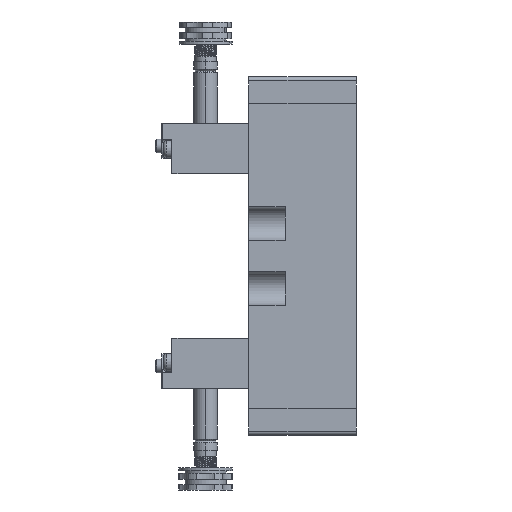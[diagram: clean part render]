
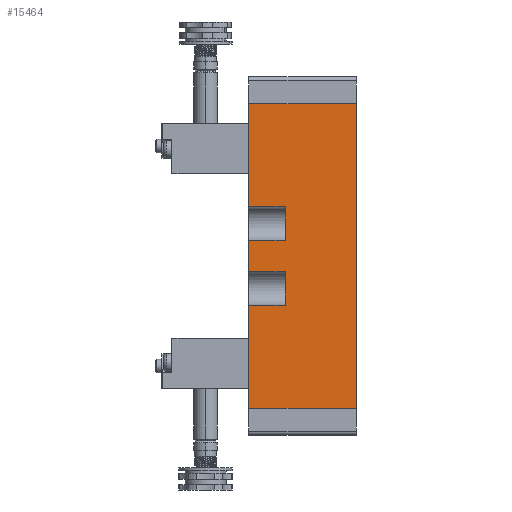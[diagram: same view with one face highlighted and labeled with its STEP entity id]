
A CAD part, left-side view. The second image highlights one B-rep face of the part: STEP entity #15464.
In plain terms, the highlighted planar face has unit normal (-1, 0, 0).
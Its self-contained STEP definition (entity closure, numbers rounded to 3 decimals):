
#272 = PLANE ( 'NONE',  #10125 ) ;
#273 = CARTESIAN_POINT ( 'NONE',  ( -25., 20., 56.5 ) ) ;
#274 = DIRECTION ( 'NONE',  ( 1., 0., 0. ) ) ;
#275 = DIRECTION ( 'NONE',  ( 0., 1., 0. ) ) ;
#513 = EDGE_CURVE ( 'NONE', #1632, #1630, #11400, .T. ) ;
#537 = EDGE_CURVE ( 'NONE', #6747, #1632, #11440, .T. ) ;
#541 = EDGE_CURVE ( 'NONE', #6751, #6750, #11447, .T. ) ;
#545 = EDGE_CURVE ( 'NONE', #6755, #6754, #11454, .T. ) ;
#548 = EDGE_CURVE ( 'NONE', #6750, #6756, #11460, .T. ) ;
#549 = EDGE_CURVE ( 'NONE', #6757, #6756, #11462, .T. ) ;
#550 = EDGE_CURVE ( 'NONE', #6757, #6747, #11464, .T. ) ;
#551 = EDGE_CURVE ( 'NONE', #6758, #1630, #11466, .T. ) ;
#552 = EDGE_CURVE ( 'NONE', #6755, #6758, #11468, .T. ) ;
#553 = EDGE_CURVE ( 'NONE', #6754, #6759, #11470, .T. ) ;
#554 = EDGE_CURVE ( 'NONE', #6759, #6760, #11472, .T. ) ;
#555 = EDGE_CURVE ( 'NONE', #6760, #6751, #11474, .T. ) ;
#1630 = VERTEX_POINT ( 'NONE', #5560 ) ;
#1632 = VERTEX_POINT ( 'NONE', #5561 ) ;
#4239 = CARTESIAN_POINT ( 'NONE',  ( -25., 20., -18.3 ) ) ;
#4242 = CARTESIAN_POINT ( 'NONE',  ( -25., 20., -5.7 ) ) ;
#4243 = CARTESIAN_POINT ( 'NONE',  ( -25., 20., 5.7 ) ) ;
#4246 = CARTESIAN_POINT ( 'NONE',  ( -25., 20., 18.3 ) ) ;
#4247 = CARTESIAN_POINT ( 'NONE',  ( -25., 20., 56.5 ) ) ;
#4248 = CARTESIAN_POINT ( 'NONE',  ( -25., 6.5, -5.7 ) ) ;
#4249 = CARTESIAN_POINT ( 'NONE',  ( -25., 6.5, -18.3 ) ) ;
#4250 = CARTESIAN_POINT ( 'NONE',  ( -25., -20., 56.5 ) ) ;
#4251 = CARTESIAN_POINT ( 'NONE',  ( -25., 6.5, 18.3 ) ) ;
#4252 = CARTESIAN_POINT ( 'NONE',  ( -25., 6.5, 5.7 ) ) ;
#5560 = CARTESIAN_POINT ( 'NONE',  ( -25., -20., -56.5 ) ) ;
#5561 = CARTESIAN_POINT ( 'NONE',  ( -25., 20., -56.5 ) ) ;
#6747 = VERTEX_POINT ( 'NONE', #4239 ) ;
#6750 = VERTEX_POINT ( 'NONE', #4242 ) ;
#6751 = VERTEX_POINT ( 'NONE', #4243 ) ;
#6754 = VERTEX_POINT ( 'NONE', #4246 ) ;
#6755 = VERTEX_POINT ( 'NONE', #4247 ) ;
#6756 = VERTEX_POINT ( 'NONE', #4248 ) ;
#6757 = VERTEX_POINT ( 'NONE', #4249 ) ;
#6758 = VERTEX_POINT ( 'NONE', #4250 ) ;
#6759 = VERTEX_POINT ( 'NONE', #4251 ) ;
#6760 = VERTEX_POINT ( 'NONE', #4252 ) ;
#7236 = EDGE_LOOP ( 'NONE', ( #7370, #7371, #7372, #7373, #7374, #7375, #7376, #7377, #7378, #7379, #7380, #7381 ) ) ;
#7370 = ORIENTED_EDGE ( 'NONE', *, *, #541, .T. ) ;
#7371 = ORIENTED_EDGE ( 'NONE', *, *, #548, .T. ) ;
#7372 = ORIENTED_EDGE ( 'NONE', *, *, #549, .F. ) ;
#7373 = ORIENTED_EDGE ( 'NONE', *, *, #550, .T. ) ;
#7374 = ORIENTED_EDGE ( 'NONE', *, *, #537, .T. ) ;
#7375 = ORIENTED_EDGE ( 'NONE', *, *, #513, .T. ) ;
#7376 = ORIENTED_EDGE ( 'NONE', *, *, #551, .F. ) ;
#7377 = ORIENTED_EDGE ( 'NONE', *, *, #552, .F. ) ;
#7378 = ORIENTED_EDGE ( 'NONE', *, *, #545, .T. ) ;
#7379 = ORIENTED_EDGE ( 'NONE', *, *, #553, .T. ) ;
#7380 = ORIENTED_EDGE ( 'NONE', *, *, #554, .T. ) ;
#7381 = ORIENTED_EDGE ( 'NONE', *, *, #555, .T. ) ;
#10125 = AXIS2_PLACEMENT_3D ( 'NONE', #273, #274, #275 ) ;
#11400 = LINE ( 'NONE', #13193, #11401 ) ;
#11401 = VECTOR ( 'NONE', #13194, 1000. ) ;
#11440 = LINE ( 'NONE', #13249, #11441 ) ;
#11441 = VECTOR ( 'NONE', #13250, 1000. ) ;
#11447 = LINE ( 'NONE', #13258, #11448 ) ;
#11448 = VECTOR ( 'NONE', #13259, 1000. ) ;
#11454 = LINE ( 'NONE', #13267, #11455 ) ;
#11455 = VECTOR ( 'NONE', #13268, 1000. ) ;
#11460 = LINE ( 'NONE', #15249, #11461 ) ;
#11461 = VECTOR ( 'NONE', #15250, 1000. ) ;
#11462 = LINE ( 'NONE', #15251, #11463 ) ;
#11463 = VECTOR ( 'NONE', #15252, 1000. ) ;
#11464 = LINE ( 'NONE', #15253, #11465 ) ;
#11465 = VECTOR ( 'NONE', #15254, 1000. ) ;
#11466 = LINE ( 'NONE', #15255, #11467 ) ;
#11467 = VECTOR ( 'NONE', #15256, 1000. ) ;
#11468 = LINE ( 'NONE', #15257, #11469 ) ;
#11469 = VECTOR ( 'NONE', #15258, 1000. ) ;
#11470 = LINE ( 'NONE', #15259, #11471 ) ;
#11471 = VECTOR ( 'NONE', #15260, 1000. ) ;
#11472 = LINE ( 'NONE', #15261, #11473 ) ;
#11473 = VECTOR ( 'NONE', #15262, 1000. ) ;
#11474 = LINE ( 'NONE', #15263, #11475 ) ;
#11475 = VECTOR ( 'NONE', #15264, 1000. ) ;
#13193 = CARTESIAN_POINT ( 'NONE',  ( -25., 20., -56.5 ) ) ;
#13194 = DIRECTION ( 'NONE',  ( 0., -1., 0. ) ) ;
#13249 = CARTESIAN_POINT ( 'NONE',  ( -25., 20., 56.5 ) ) ;
#13250 = DIRECTION ( 'NONE',  ( 0., 0., -1. ) ) ;
#13258 = CARTESIAN_POINT ( 'NONE',  ( -25., 20., 56.5 ) ) ;
#13259 = DIRECTION ( 'NONE',  ( 0., 0., -1. ) ) ;
#13267 = CARTESIAN_POINT ( 'NONE',  ( -25., 20., 56.5 ) ) ;
#13268 = DIRECTION ( 'NONE',  ( 0., 0., -1. ) ) ;
#15249 = CARTESIAN_POINT ( 'NONE',  ( -25., 20., -5.7 ) ) ;
#15250 = DIRECTION ( 'NONE',  ( 0., -1., 0. ) ) ;
#15251 = CARTESIAN_POINT ( 'NONE',  ( -25., 6.5, 56.5 ) ) ;
#15252 = DIRECTION ( 'NONE',  ( 0., 0., 1. ) ) ;
#15253 = CARTESIAN_POINT ( 'NONE',  ( -25., 20., -18.3 ) ) ;
#15254 = DIRECTION ( 'NONE',  ( 0., 1., 0. ) ) ;
#15255 = CARTESIAN_POINT ( 'NONE',  ( -25., -20., 56.5 ) ) ;
#15256 = DIRECTION ( 'NONE',  ( 0., 0., -1. ) ) ;
#15257 = CARTESIAN_POINT ( 'NONE',  ( -25., 20., 56.5 ) ) ;
#15258 = DIRECTION ( 'NONE',  ( 0., -1., 0. ) ) ;
#15259 = CARTESIAN_POINT ( 'NONE',  ( -25., 20., 18.3 ) ) ;
#15260 = DIRECTION ( 'NONE',  ( 0., -1., 0. ) ) ;
#15261 = CARTESIAN_POINT ( 'NONE',  ( -25., 6.5, 56.5 ) ) ;
#15262 = DIRECTION ( 'NONE',  ( 0., 0., -1. ) ) ;
#15263 = CARTESIAN_POINT ( 'NONE',  ( -25., 20., 5.7 ) ) ;
#15264 = DIRECTION ( 'NONE',  ( 0., 1., 0. ) ) ;
#15464 = ADVANCED_FACE ( 'NONE', ( #16677 ), #272, .F. ) ;
#16677 = FACE_OUTER_BOUND ( 'NONE', #7236, .T. ) ;
